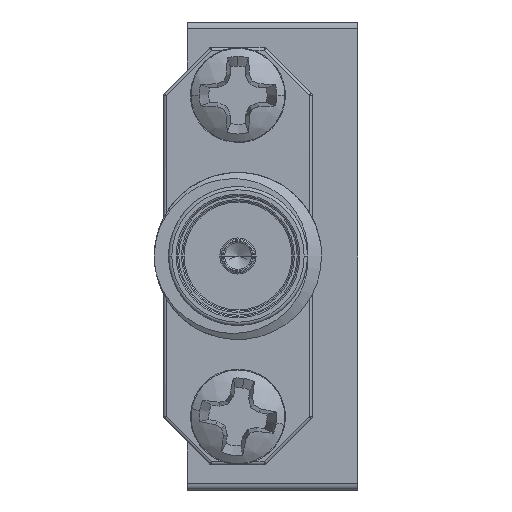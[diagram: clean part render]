
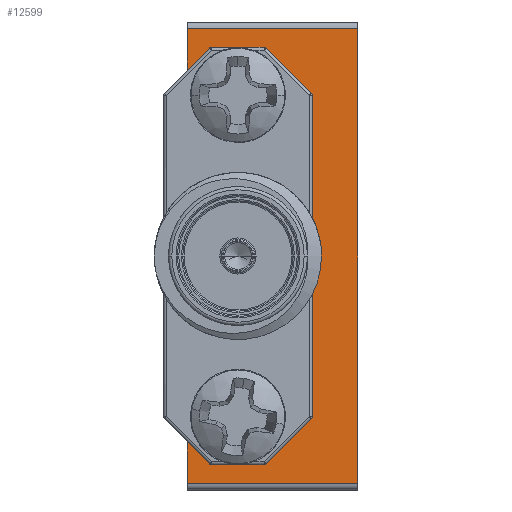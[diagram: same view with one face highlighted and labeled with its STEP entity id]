
A CAD part, left-side view. The second image highlights one B-rep face of the part: STEP entity #12599.
In plain terms, the highlighted planar face has unit normal (-1, 0, 0).
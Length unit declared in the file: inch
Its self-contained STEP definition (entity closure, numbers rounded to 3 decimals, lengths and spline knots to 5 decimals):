
#154 = ORIENTED_EDGE ( 'NONE', *, *, #27867, .F. ) ;
#619 = CARTESIAN_POINT ( 'NONE',  ( 0., -0.106, -0.3775 ) ) ;
#1102 = DIRECTION ( 'NONE',  ( -1., 0., 0. ) ) ;
#1429 = ORIENTED_EDGE ( 'NONE', *, *, #26112, .T. ) ;
#1825 = EDGE_CURVE ( 'NONE', #38182, #47992, #43218, .T. ) ;
#2339 = ORIENTED_EDGE ( 'NONE', *, *, #39396, .T. ) ;
#2472 = EDGE_LOOP ( 'NONE', ( #42802, #43370, #32283, #24216, #15557, #1429, #27694, #2339 ) ) ;
#2681 = VERTEX_POINT ( 'NONE', #45635 ) ;
#2871 = EDGE_CURVE ( 'NONE', #47639, #2681, #5085, .T. ) ;
#3328 = ORIENTED_EDGE ( 'NONE', *, *, #36531, .F. ) ;
#5085 = LINE ( 'NONE', #35991, #7057 ) ;
#5303 = CIRCLE ( 'NONE', #46524, 0.043 ) ;
#5583 = DIRECTION ( 'NONE',  ( 0., 0., 1. ) ) ;
#5829 = EDGE_CURVE ( 'NONE', #17257, #28705, #16657, .T. ) ;
#7057 = VECTOR ( 'NONE', #5583, 39.37008 ) ;
#7255 = EDGE_CURVE ( 'NONE', #47639, #36787, #20744, .T. ) ;
#7365 = AXIS2_PLACEMENT_3D ( 'NONE', #17963, #45341, #10605 ) ;
#7462 = DIRECTION ( 'NONE',  ( 0., 0., 1. ) ) ;
#9404 = CARTESIAN_POINT ( 'NONE',  ( 0., -0.106, -0.4205 ) ) ;
#10280 = FACE_OUTER_BOUND ( 'NONE', #2472, .T. ) ;
#10469 = CIRCLE ( 'NONE', #23451, 0.043 ) ;
#10605 = DIRECTION ( 'NONE',  ( 0., 0., 1. ) ) ;
#10662 = CARTESIAN_POINT ( 'NONE',  ( 0., -0.03, -0.52 ) ) ;
#10734 = CARTESIAN_POINT ( 'NONE',  ( 0., -0.178, -0.372 ) ) ;
#10993 = DIRECTION ( 'NONE',  ( 0., 1., 0. ) ) ;
#11651 = EDGE_CURVE ( 'NONE', #28250, #14296, #19373, .T. ) ;
#12063 = CARTESIAN_POINT ( 'NONE',  ( 0., -0.106, 0.1035 ) ) ;
#12599 = ADVANCED_FACE ( 'NONE', ( #49285, #37684, #10280 ), #30002, .F. ) ;
#12844 = DIRECTION ( 'NONE',  ( 0., 0., 1. ) ) ;
#13134 = CARTESIAN_POINT ( 'NONE',  ( 0., -0.285, -0.52 ) ) ;
#13315 = CARTESIAN_POINT ( 'NONE',  ( 0., -0.106, 0.0605 ) ) ;
#14296 = VERTEX_POINT ( 'NONE', #33843 ) ;
#14806 = LINE ( 'NONE', #45733, #21477 ) ;
#14960 = CARTESIAN_POINT ( 'NONE',  ( 0., -0.106, -0.4205 ) ) ;
#15102 = DIRECTION ( 'NONE',  ( 1., 0., 0. ) ) ;
#15557 = ORIENTED_EDGE ( 'NONE', *, *, #39485, .F. ) ;
#15749 = EDGE_LOOP ( 'NONE', ( #3328, #33099 ) ) ;
#16579 = EDGE_CURVE ( 'NONE', #28250, #2681, #17244, .T. ) ;
#16613 = DIRECTION ( 'NONE',  ( 0., 0., 1. ) ) ;
#16657 = LINE ( 'NONE', #47585, #22356 ) ;
#17244 = LINE ( 'NONE', #29127, #30502 ) ;
#17257 = VERTEX_POINT ( 'NONE', #33275 ) ;
#17319 = AXIS2_PLACEMENT_3D ( 'NONE', #14960, #18255, #38288 ) ;
#17963 = CARTESIAN_POINT ( 'NONE',  ( 0., -0.106, 0.0605 ) ) ;
#18255 = DIRECTION ( 'NONE',  ( -1., 0., 0. ) ) ;
#18623 = DIRECTION ( 'NONE',  ( 0., -1., 0. ) ) ;
#18633 = DIRECTION ( 'NONE',  ( 0., 0., -1. ) ) ;
#18853 = VECTOR ( 'NONE', #35701, 39.37008 ) ;
#19289 = EDGE_LOOP ( 'NONE', ( #154, #23246 ) ) ;
#19373 = LINE ( 'NONE', #34838, #46715 ) ;
#20744 = LINE ( 'NONE', #13134, #18853 ) ;
#20906 = CARTESIAN_POINT ( 'NONE',  ( 0., -0.03, 0.16 ) ) ;
#21477 = VECTOR ( 'NONE', #10993, 39.37008 ) ;
#22356 = VECTOR ( 'NONE', #12844, 39.37008 ) ;
#22975 = VECTOR ( 'NONE', #26976, 39.37008 ) ;
#23246 = ORIENTED_EDGE ( 'NONE', *, *, #41034, .F. ) ;
#23316 = CARTESIAN_POINT ( 'NONE',  ( 0., -0.106, -0.4635 ) ) ;
#23451 = AXIS2_PLACEMENT_3D ( 'NONE', #9404, #1102, #31680 ) ;
#23572 = CIRCLE ( 'NONE', #7365, 0.043 ) ;
#24216 = ORIENTED_EDGE ( 'NONE', *, *, #7255, .T. ) ;
#25094 = CARTESIAN_POINT ( 'NONE',  ( 0., -0.285, 0.16 ) ) ;
#26112 = EDGE_CURVE ( 'NONE', #38052, #28705, #14806, .T. ) ;
#26976 = DIRECTION ( 'NONE',  ( 0., 0., -1. ) ) ;
#27694 = ORIENTED_EDGE ( 'NONE', *, *, #5829, .F. ) ;
#27743 = DIRECTION ( 'NONE',  ( -1., 0., 0. ) ) ;
#27867 = EDGE_CURVE ( 'NONE', #41872, #28634, #23572, .T. ) ;
#28032 = AXIS2_PLACEMENT_3D ( 'NONE', #29530, #15102, #18633 ) ;
#28250 = VERTEX_POINT ( 'NONE', #10734 ) ;
#28634 = VERTEX_POINT ( 'NONE', #39199 ) ;
#28705 = VERTEX_POINT ( 'NONE', #20906 ) ;
#29127 = CARTESIAN_POINT ( 'NONE',  ( 0., -0.285, -0.372 ) ) ;
#29530 = CARTESIAN_POINT ( 'NONE',  ( 0., -0.285, 0.17 ) ) ;
#29757 = LINE ( 'NONE', #30509, #49646 ) ;
#30002 = PLANE ( 'NONE',  #28032 ) ;
#30502 = VECTOR ( 'NONE', #41316, 39.37008 ) ;
#30509 = CARTESIAN_POINT ( 'NONE',  ( 0., -0.285, 0.012 ) ) ;
#31680 = DIRECTION ( 'NONE',  ( 0., 0., 1. ) ) ;
#32283 = ORIENTED_EDGE ( 'NONE', *, *, #2871, .F. ) ;
#33099 = ORIENTED_EDGE ( 'NONE', *, *, #1825, .F. ) ;
#33275 = CARTESIAN_POINT ( 'NONE',  ( 0., -0.03, 0.012 ) ) ;
#33841 = LINE ( 'NONE', #47261, #22975 ) ;
#33843 = CARTESIAN_POINT ( 'NONE',  ( 0., -0.178, 0.012 ) ) ;
#34838 = CARTESIAN_POINT ( 'NONE',  ( 0., -0.178, -0.362 ) ) ;
#35463 = CARTESIAN_POINT ( 'NONE',  ( 0., -0.285, -0.52 ) ) ;
#35701 = DIRECTION ( 'NONE',  ( 0., -1., 0. ) ) ;
#35991 = CARTESIAN_POINT ( 'NONE',  ( 0., -0.03, -0.53 ) ) ;
#36531 = EDGE_CURVE ( 'NONE', #47992, #38182, #10469, .T. ) ;
#36787 = VERTEX_POINT ( 'NONE', #35463 ) ;
#37684 = FACE_BOUND ( 'NONE', #19289, .T. ) ;
#38052 = VERTEX_POINT ( 'NONE', #25094 ) ;
#38182 = VERTEX_POINT ( 'NONE', #23316 ) ;
#38288 = DIRECTION ( 'NONE',  ( 0., 0., 1. ) ) ;
#39199 = CARTESIAN_POINT ( 'NONE',  ( 0., -0.106, 0.0175 ) ) ;
#39396 = EDGE_CURVE ( 'NONE', #17257, #14296, #29757, .T. ) ;
#39485 = EDGE_CURVE ( 'NONE', #38052, #36787, #33841, .T. ) ;
#41034 = EDGE_CURVE ( 'NONE', #28634, #41872, #5303, .T. ) ;
#41316 = DIRECTION ( 'NONE',  ( 0., 1., 0. ) ) ;
#41872 = VERTEX_POINT ( 'NONE', #12063 ) ;
#42802 = ORIENTED_EDGE ( 'NONE', *, *, #11651, .F. ) ;
#43218 = CIRCLE ( 'NONE', #17319, 0.043 ) ;
#43370 = ORIENTED_EDGE ( 'NONE', *, *, #16579, .T. ) ;
#45341 = DIRECTION ( 'NONE',  ( -1., 0., 0. ) ) ;
#45635 = CARTESIAN_POINT ( 'NONE',  ( 0., -0.03, -0.372 ) ) ;
#45733 = CARTESIAN_POINT ( 'NONE',  ( 0., -0.285, 0.16 ) ) ;
#46524 = AXIS2_PLACEMENT_3D ( 'NONE', #13315, #27743, #16613 ) ;
#46715 = VECTOR ( 'NONE', #7462, 39.37008 ) ;
#47261 = CARTESIAN_POINT ( 'NONE',  ( 0., -0.285, 0.17 ) ) ;
#47585 = CARTESIAN_POINT ( 'NONE',  ( 0., -0.03, 0.002 ) ) ;
#47639 = VERTEX_POINT ( 'NONE', #10662 ) ;
#47992 = VERTEX_POINT ( 'NONE', #619 ) ;
#49285 = FACE_BOUND ( 'NONE', #15749, .T. ) ;
#49646 = VECTOR ( 'NONE', #18623, 39.37008 ) ;
